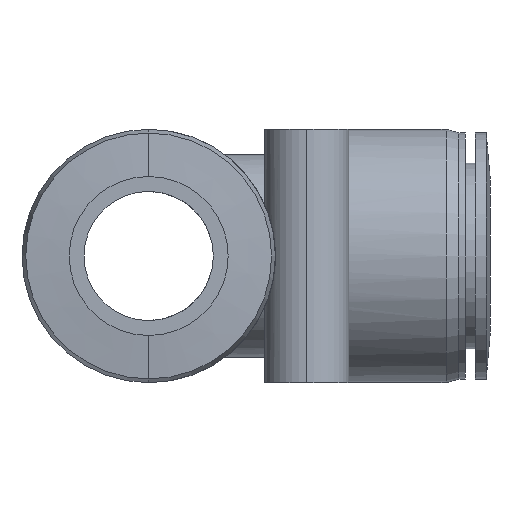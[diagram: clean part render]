
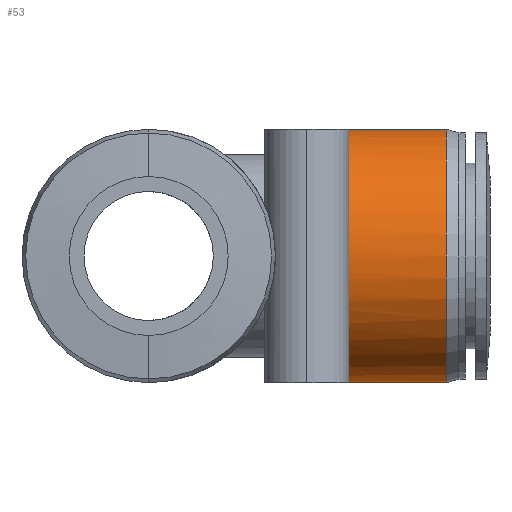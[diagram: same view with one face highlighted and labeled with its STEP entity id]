
A CAD part, left-side view. The second image highlights one B-rep face of the part: STEP entity #53.
In plain terms, the highlighted cylindrical face has radius 12.75 mm (diameter 25.5 mm), a partial arc.
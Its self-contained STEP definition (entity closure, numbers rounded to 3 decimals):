
#38 = CARTESIAN_POINT ( 'NONE',  ( -11.658, -15.624, -5.162 ) ) ;
#53 = ADVANCED_FACE ( 'NONE', ( #2222 ), #245, .T. ) ;
#90 = VERTEX_POINT ( 'NONE', #1210 ) ;
#100 = EDGE_CURVE ( 'NONE', #90, #2142, #2577, .T. ) ;
#125 = CARTESIAN_POINT ( 'NONE',  ( 0., -15.49, 0. ) ) ;
#154 = CARTESIAN_POINT ( 'NONE',  ( -11.67, -15.49, -5.136 ) ) ;
#157 = EDGE_CURVE ( 'NONE', #306, #390, #2339, .T. ) ;
#202 = CARTESIAN_POINT ( 'NONE',  ( -11.842, -17.169, -4.725 ) ) ;
#225 = DIRECTION ( 'NONE',  ( 0., -1., 0. ) ) ;
#231 = ORIENTED_EDGE ( 'NONE', *, *, #894, .F. ) ;
#245 = CYLINDRICAL_SURFACE ( 'NONE', #2401, 12.75 ) ;
#261 = CARTESIAN_POINT ( 'NONE',  ( -11.751, -16.828, -4.949 ) ) ;
#264 = CARTESIAN_POINT ( 'NONE',  ( 0., -15.49, -12.75 ) ) ;
#266 = CARTESIAN_POINT ( 'NONE',  ( -11.65, -15.831, -5.181 ) ) ;
#277 = CARTESIAN_POINT ( 'NONE',  ( -11.67, -15.49, 5.136 ) ) ;
#287 = CARTESIAN_POINT ( 'NONE',  ( -11.78, -16.948, -4.88 ) ) ;
#306 = VERTEX_POINT ( 'NONE', #264 ) ;
#340 = B_SPLINE_CURVE_WITH_KNOTS ( 'NONE', 3,
 ( #1177, #2033, #389, #261, #287, #202, #2677, #2866, #2659, #2652, #2508, #2488, #2481, #2469, #2448, #2323, #2309, #2283, #2248, #2238, #2112, #2099, #2090, #2080, #2072, #2060, #2021, #1995, #1900, #1888, #1880, #1872, #1859, #1821, #1796, #1669 ),
 .UNSPECIFIED., .F., .F.,
 ( 4, 2, 2, 2, 2, 2, 2, 2, 2, 2, 2, 2, 2, 2, 2, 2, 2, 4 ),
 ( 0.007, 0.007, 0.008, 0.008, 0.009, 0.009, 0.01, 0.011, 0.012, 0.013, 0.015, 0.016, 0.017, 0.018, 0.018, 0.019, 0.019, 0.02 ),
 .UNSPECIFIED. ) ;
#350 = DIRECTION ( 'NONE',  ( 0., 0., -1. ) ) ;
#369 = CARTESIAN_POINT ( 'NONE',  ( 0., -29.923, -12.75 ) ) ;
#389 = CARTESIAN_POINT ( 'NONE',  ( -11.679, -16.454, -5.117 ) ) ;
#390 = VERTEX_POINT ( 'NONE', #369 ) ;
#414 = CIRCLE ( 'NONE', #2316, 12.75 ) ;
#590 = VERTEX_POINT ( 'NONE', #2330 ) ;
#641 = CARTESIAN_POINT ( 'NONE',  ( 0., -12.99, -12.75 ) ) ;
#671 = CARTESIAN_POINT ( 'NONE',  ( 0., -12.99, 12.75 ) ) ;
#699 = DIRECTION ( 'NONE',  ( 0., -1., 0. ) ) ;
#730 = CARTESIAN_POINT ( 'NONE',  ( 0., -29.923, 0. ) ) ;
#809 = ORIENTED_EDGE ( 'NONE', *, *, #2123, .T. ) ;
#839 = ORIENTED_EDGE ( 'NONE', *, *, #2217, .T. ) ;
#894 = EDGE_CURVE ( 'NONE', #2359, #90, #340, .T. ) ;
#966 = DIRECTION ( 'NONE',  ( 0., 0., 1. ) ) ;
#1020 = DIRECTION ( 'NONE',  ( 0., -1., 0. ) ) ;
#1063 = CARTESIAN_POINT ( 'NONE',  ( -11.663, -15.557, 5.151 ) ) ;
#1118 = CARTESIAN_POINT ( 'NONE',  ( -11.67, -15.49, 5.136 ) ) ;
#1136 = CARTESIAN_POINT ( 'NONE',  ( -11.658, -15.625, 5.162 ) ) ;
#1149 = CARTESIAN_POINT ( 'NONE',  ( -11.652, -15.763, 5.177 ) ) ;
#1158 = EDGE_CURVE ( 'NONE', #590, #1799, #1808, .T. ) ;
#1172 = CARTESIAN_POINT ( 'NONE',  ( -11.65, -15.832, 5.181 ) ) ;
#1177 = CARTESIAN_POINT ( 'NONE',  ( -11.65, -15.9, -5.181 ) ) ;
#1201 = CARTESIAN_POINT ( 'NONE',  ( -11.65, -15.9, 5.181 ) ) ;
#1210 = CARTESIAN_POINT ( 'NONE',  ( -11.65, -15.9, 5.181 ) ) ;
#1230 = ORIENTED_EDGE ( 'NONE', *, *, #2005, .F. ) ;
#1273 = CIRCLE ( 'NONE', #1722, 12.75 ) ;
#1440 = CARTESIAN_POINT ( 'NONE',  ( -11.663, -15.557, -5.151 ) ) ;
#1482 = ORIENTED_EDGE ( 'NONE', *, *, #2332, .T. ) ;
#1560 = CARTESIAN_POINT ( 'NONE',  ( 0., -29.923, 12.75 ) ) ;
#1648 = B_SPLINE_CURVE_WITH_KNOTS ( 'NONE', 3,
 ( #2537, #1440, #38, #1662, #266, #1884 ),
 .UNSPECIFIED., .F., .F.,
 ( 4, 2, 4 ),
 ( 0.006, 0.006, 0.007 ),
 .UNSPECIFIED. ) ;
#1662 = CARTESIAN_POINT ( 'NONE',  ( -11.652, -15.762, -5.177 ) ) ;
#1669 = CARTESIAN_POINT ( 'NONE',  ( -11.65, -15.9, 5.181 ) ) ;
#1722 = AXIS2_PLACEMENT_3D ( 'NONE', #2387, #1020, #2589 ) ;
#1750 = DIRECTION ( 'NONE',  ( 0., -1., 0. ) ) ;
#1796 = CARTESIAN_POINT ( 'NONE',  ( -11.65, -16.038, 5.181 ) ) ;
#1799 = VERTEX_POINT ( 'NONE', #1560 ) ;
#1808 = LINE ( 'NONE', #671, #2407 ) ;
#1821 = CARTESIAN_POINT ( 'NONE',  ( -11.657, -16.175, 5.166 ) ) ;
#1825 = CARTESIAN_POINT ( 'NONE',  ( 0., -12.99, 0. ) ) ;
#1859 = CARTESIAN_POINT ( 'NONE',  ( -11.683, -16.446, 5.106 ) ) ;
#1872 = CARTESIAN_POINT ( 'NONE',  ( -11.702, -16.577, 5.062 ) ) ;
#1880 = CARTESIAN_POINT ( 'NONE',  ( -11.75, -16.826, 4.95 ) ) ;
#1884 = CARTESIAN_POINT ( 'NONE',  ( -11.65, -15.9, -5.181 ) ) ;
#1888 = CARTESIAN_POINT ( 'NONE',  ( -11.779, -16.945, 4.881 ) ) ;
#1900 = CARTESIAN_POINT ( 'NONE',  ( -11.842, -17.167, 4.727 ) ) ;
#1905 = DIRECTION ( 'NONE',  ( 0., 0., -1. ) ) ;
#1925 = DIRECTION ( 'NONE',  ( 0., -1., 0. ) ) ;
#1934 = EDGE_LOOP ( 'NONE', ( #2137, #1482, #2095, #231, #1230, #839, #2605, #809 ) ) ;
#1970 = CARTESIAN_POINT ( 'NONE',  ( -11.65, -15.9, -5.181 ) ) ;
#1995 = CARTESIAN_POINT ( 'NONE',  ( -11.876, -17.27, 4.642 ) ) ;
#2005 = EDGE_CURVE ( 'NONE', #2418, #2359, #1648, .T. ) ;
#2021 = CARTESIAN_POINT ( 'NONE',  ( -11.982, -17.559, 4.364 ) ) ;
#2033 = CARTESIAN_POINT ( 'NONE',  ( -11.65, -16.177, -5.181 ) ) ;
#2060 = CARTESIAN_POINT ( 'NONE',  ( -12.058, -17.724, 4.15 ) ) ;
#2072 = CARTESIAN_POINT ( 'NONE',  ( -12.204, -18.005, 3.698 ) ) ;
#2077 = CIRCLE ( 'NONE', #2762, 12.75 ) ;
#2080 = CARTESIAN_POINT ( 'NONE',  ( -12.275, -18.122, 3.456 ) ) ;
#2090 = CARTESIAN_POINT ( 'NONE',  ( -12.47, -18.421, 2.706 ) ) ;
#2095 = ORIENTED_EDGE ( 'NONE', *, *, #100, .F. ) ;
#2099 = CARTESIAN_POINT ( 'NONE',  ( -12.574, -18.548, 2.181 ) ) ;
#2112 = CARTESIAN_POINT ( 'NONE',  ( -12.715, -18.716, 1.096 ) ) ;
#2123 = EDGE_CURVE ( 'NONE', #390, #1799, #2077, .T. ) ;
#2131 = VECTOR ( 'NONE', #225, 1000. ) ;
#2137 = ORIENTED_EDGE ( 'NONE', *, *, #1158, .F. ) ;
#2142 = VERTEX_POINT ( 'NONE', #277 ) ;
#2217 = EDGE_CURVE ( 'NONE', #2418, #306, #1273, .T. ) ;
#2222 = FACE_OUTER_BOUND ( 'NONE', #1934, .T. ) ;
#2238 = CARTESIAN_POINT ( 'NONE',  ( -12.75, -18.753, 0.548 ) ) ;
#2248 = CARTESIAN_POINT ( 'NONE',  ( -12.75, -18.753, -0.272 ) ) ;
#2283 = CARTESIAN_POINT ( 'NONE',  ( -12.741, -18.744, -0.545 ) ) ;
#2309 = CARTESIAN_POINT ( 'NONE',  ( -12.706, -18.704, -1.093 ) ) ;
#2316 = AXIS2_PLACEMENT_3D ( 'NONE', #125, #1750, #350 ) ;
#2323 = CARTESIAN_POINT ( 'NONE',  ( -12.679, -18.674, -1.368 ) ) ;
#2330 = CARTESIAN_POINT ( 'NONE',  ( 0., -15.49, 12.75 ) ) ;
#2332 = EDGE_CURVE ( 'NONE', #590, #2142, #414, .T. ) ;
#2337 = DIRECTION ( 'NONE',  ( 0., 1., 0. ) ) ;
#2339 = LINE ( 'NONE', #641, #2131 ) ;
#2359 = VERTEX_POINT ( 'NONE', #1970 ) ;
#2387 = CARTESIAN_POINT ( 'NONE',  ( 0., -15.49, 0. ) ) ;
#2401 = AXIS2_PLACEMENT_3D ( 'NONE', #1825, #1925, #1905 ) ;
#2407 = VECTOR ( 'NONE', #699, 1000. ) ;
#2418 = VERTEX_POINT ( 'NONE', #154 ) ;
#2448 = CARTESIAN_POINT ( 'NONE',  ( -12.574, -18.548, -2.179 ) ) ;
#2469 = CARTESIAN_POINT ( 'NONE',  ( -12.471, -18.422, -2.703 ) ) ;
#2481 = CARTESIAN_POINT ( 'NONE',  ( -12.276, -18.123, -3.454 ) ) ;
#2488 = CARTESIAN_POINT ( 'NONE',  ( -12.205, -18.006, -3.695 ) ) ;
#2508 = CARTESIAN_POINT ( 'NONE',  ( -12.096, -17.796, -4.034 ) ) ;
#2537 = CARTESIAN_POINT ( 'NONE',  ( -11.67, -15.49, -5.136 ) ) ;
#2577 = B_SPLINE_CURVE_WITH_KNOTS ( 'NONE', 3,
 ( #1201, #1172, #1149, #1136, #1063, #1118 ),
 .UNSPECIFIED., .F., .F.,
 ( 4, 2, 4 ),
 ( 0.02, 0.02, 0.02 ),
 .UNSPECIFIED. ) ;
#2589 = DIRECTION ( 'NONE',  ( 0., 0., -1. ) ) ;
#2605 = ORIENTED_EDGE ( 'NONE', *, *, #157, .T. ) ;
#2652 = CARTESIAN_POINT ( 'NONE',  ( -12.059, -17.72, -4.143 ) ) ;
#2659 = CARTESIAN_POINT ( 'NONE',  ( -11.984, -17.555, -4.353 ) ) ;
#2677 = CARTESIAN_POINT ( 'NONE',  ( -11.876, -17.272, -4.64 ) ) ;
#2762 = AXIS2_PLACEMENT_3D ( 'NONE', #730, #2337, #966 ) ;
#2866 = CARTESIAN_POINT ( 'NONE',  ( -11.947, -17.465, -4.454 ) ) ;
